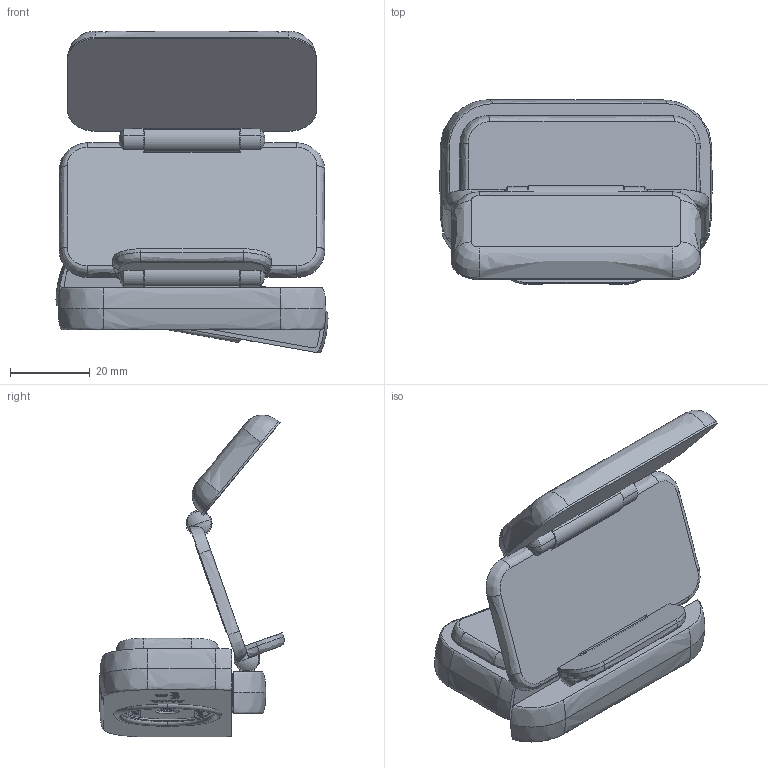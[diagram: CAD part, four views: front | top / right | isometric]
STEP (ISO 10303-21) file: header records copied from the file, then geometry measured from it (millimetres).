
FILE_DESCRIPTION (( 'STEP AP214' ), '1' );
FILE_NAME ('C525 packandgo.STEP', '2018-10-28T12:37:44', ( '' ), ( '' ), 'SwSTEP 2.0', 'SolidWorks 2017', '' );
FILE_SCHEMA (( 'AUTOMOTIVE_DESIGN' ));
Length unit declared in the file: millimetre
Products named in the file (5): Afdekklep 2; Afdekklep 1; Camera; C525 packandgo; Hoofdunit
Assembly tree (4 placements, depth 2):
  C525 packandgo
    Camera
    Hoofdunit
    Afdekklep 1
    Afdekklep 2
Bounding box: 68.15 x 46.19 x 80.66 mm (x, y, z)
Volume: 53813.5 mm3; surface area: 21244.6 mm2
Topology: 6 solids, 6 shells, 645 faces, 1626 edges, 1070 vertices
Faces by surface type: plane 353, bspline 147, cylinder 135, sphere 8, torus 2
Entity records: 29522 total; most frequent: CARTESIAN_POINT 10557, ORIENTED_EDGE 3252, DIRECTION 2577, EDGE_CURVE 1626, VERTEX_POINT 1070, LINE 991, VECTOR 991, AXIS2_PLACEMENT_3D 793
